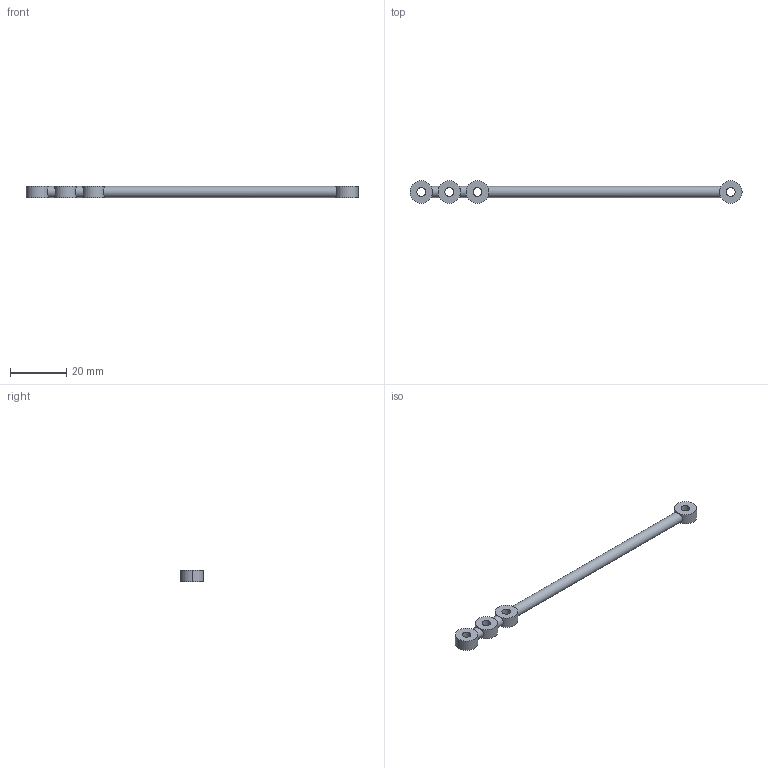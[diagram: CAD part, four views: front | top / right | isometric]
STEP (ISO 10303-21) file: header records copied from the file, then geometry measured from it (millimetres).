
FILE_DESCRIPTION(/* description */ (''),/* implementation_level */ '2;1');
FILE_NAME(/* name */ 'ROD1V2D2_80mm.ipt.stp',/* time_stamp */ '2021-06-20T10:02:43-05:00',/* author */ ('svale'),/* organization */ (''),/* preprocessor_version */ 'ST-DEVELOPER v18.1',/* originating_system */ 'Autodesk Inventor 2021',/* authorisation */ '');
FILE_SCHEMA (('AUTOMOTIVE_DESIGN { 1 0 10303 214 3 1 1 }'));
Length unit declared in the file: millimetre
Products named in the file (1): ROD1V2D2_80mm
Bounding box: 117.96 x 8 x 4 mm (x, y, z)
Volume: 1773.3 mm3; surface area: 1921.7 mm2
Topology: 1 solids, 1 shells, 23 faces, 55 edges, 34 vertices
Faces by surface type: cylinder 15, plane 8
Full cylindrical faces by diameter (mm): 3.1 x4, 4 x3
Entity records: 905 total; most frequent: CARTESIAN_POINT 324, DIRECTION 113, ORIENTED_EDGE 110, EDGE_CURVE 55, AXIS2_PLACEMENT_3D 52, VERTEX_POINT 34, EDGE_LOOP 31, CIRCLE 28
